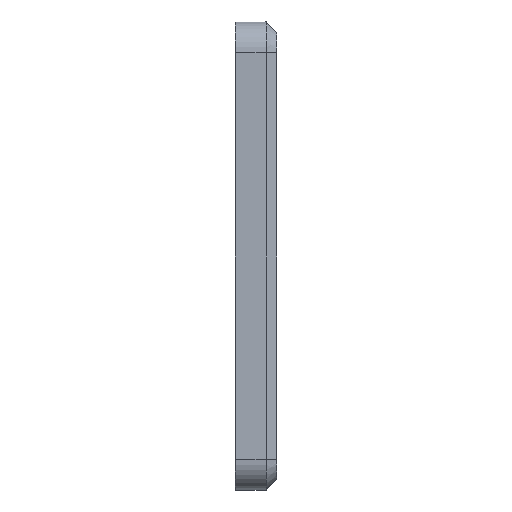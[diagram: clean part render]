
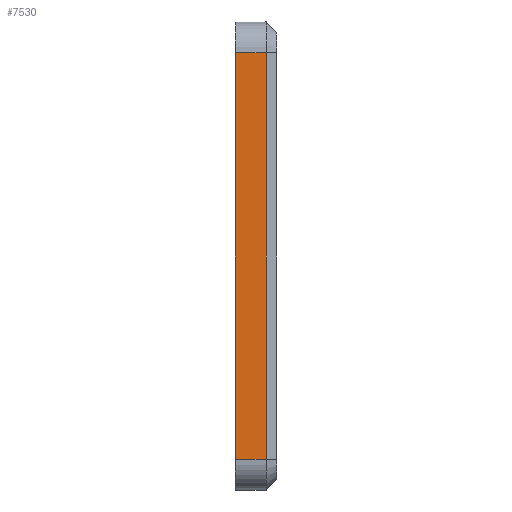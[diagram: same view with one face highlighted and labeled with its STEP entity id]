
A CAD part, left-side view. The second image highlights one B-rep face of the part: STEP entity #7530.
In plain terms, the highlighted planar face has unit normal (-1, 0, 0).
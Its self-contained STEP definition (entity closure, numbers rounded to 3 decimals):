
#246=PLANE('',#7756);
#631=FACE_OUTER_BOUND('',#1063,.T.);
#1063=EDGE_LOOP('',(#6628,#6629,#6630,#6631));
#1666=LINE('',#12855,#2329);
#1667=LINE('',#12860,#2330);
#1669=LINE('',#12866,#2332);
#1670=LINE('',#12867,#2333);
#2329=VECTOR('',#8656,10.);
#2330=VECTOR('',#8663,10.);
#2332=VECTOR('',#8669,10.);
#2333=VECTOR('',#8670,10.);
#3520=VERTEX_POINT('',#12849);
#3521=VERTEX_POINT('',#12853);
#3522=VERTEX_POINT('',#12859);
#3524=VERTEX_POINT('',#12865);
#4575=EDGE_CURVE('',#3521,#3520,#1666,.T.);
#4577=EDGE_CURVE('',#3520,#3522,#1667,.T.);
#4580=EDGE_CURVE('',#3524,#3521,#1669,.T.);
#4581=EDGE_CURVE('',#3522,#3524,#1670,.T.);
#6628=ORIENTED_EDGE('',*,*,#4575,.F.);
#6629=ORIENTED_EDGE('',*,*,#4580,.F.);
#6630=ORIENTED_EDGE('',*,*,#4581,.F.);
#6631=ORIENTED_EDGE('',*,*,#4577,.F.);
#7530=ADVANCED_FACE('',(#631),#246,.T.);
#7756=AXIS2_PLACEMENT_3D('',#12864,#8667,#8668);
#8656=DIRECTION('',(0.,0.,-1.));
#8663=DIRECTION('',(0.,1.,0.));
#8667=DIRECTION('center_axis',(-1.,0.,0.));
#8668=DIRECTION('ref_axis',(0.,0.,1.));
#8669=DIRECTION('',(0.,-1.,0.));
#8670=DIRECTION('',(0.,0.,1.));
#12849=CARTESIAN_POINT('',(-67.5,2.,-39.5));
#12853=CARTESIAN_POINT('',(-67.5,2.,39.5));
#12855=CARTESIAN_POINT('',(-67.5,2.,-22.75));
#12859=CARTESIAN_POINT('',(-67.5,8.,-39.5));
#12860=CARTESIAN_POINT('',(-67.5,0.,-39.5));
#12864=CARTESIAN_POINT('Origin',(-67.5,0.,-45.5));
#12865=CARTESIAN_POINT('',(-67.5,8.,39.5));
#12866=CARTESIAN_POINT('',(-67.5,0.,39.5));
#12867=CARTESIAN_POINT('',(-67.5,8.,-39.5));
